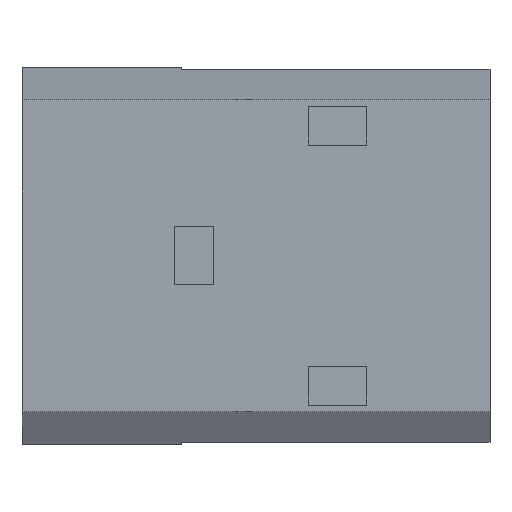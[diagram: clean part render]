
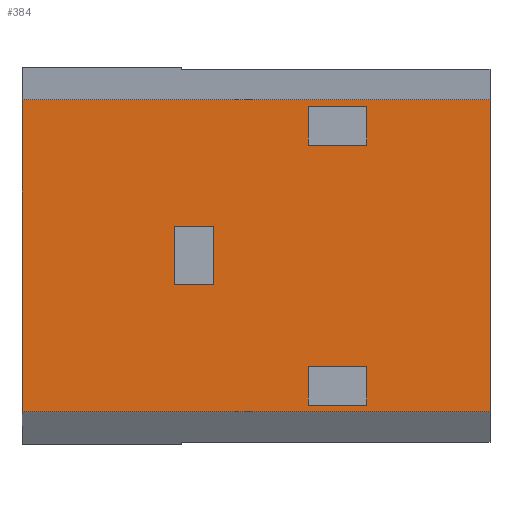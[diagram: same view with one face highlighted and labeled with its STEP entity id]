
A CAD part, top view. The second image highlights one B-rep face of the part: STEP entity #384.
In plain terms, the highlighted planar face has unit normal (0, 0, 1).
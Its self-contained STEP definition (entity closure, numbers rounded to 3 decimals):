
#113=LINE('',#1702,#233);
#116=LINE('',#1708,#236);
#126=LINE('',#1799,#246);
#128=LINE('',#1803,#248);
#129=LINE('',#1805,#249);
#133=LINE('',#1814,#253);
#136=LINE('',#1820,#256);
#141=LINE('',#1858,#261);
#171=LINE('',#1982,#291);
#177=LINE('',#1998,#297);
#180=LINE('',#2012,#300);
#184=LINE('',#2020,#304);
#185=LINE('',#2021,#305);
#186=LINE('',#2024,#306);
#187=LINE('',#2026,#307);
#188=LINE('',#2028,#308);
#233=VECTOR('',#1366,1.);
#236=VECTOR('',#1371,1.);
#246=VECTOR('',#1403,1.);
#248=VECTOR('',#1407,1.);
#249=VECTOR('',#1410,1.);
#253=VECTOR('',#1416,1.);
#256=VECTOR('',#1421,1.);
#261=VECTOR('',#1468,1.);
#291=VECTOR('',#1518,1.);
#297=VECTOR('',#1532,1.);
#300=VECTOR('',#1547,1.);
#304=VECTOR('',#1555,1.);
#305=VECTOR('',#1556,1.);
#306=VECTOR('',#1557,1.);
#307=VECTOR('',#1558,1.);
#308=VECTOR('',#1559,1.);
#384=ADVANCED_FACE('',(#490,#491,#492,#493),#440,.F.);
#440=PLANE('',#1294);
#490=FACE_BOUND('',#552,.T.);
#491=FACE_BOUND('',#553,.T.);
#492=FACE_BOUND('',#554,.T.);
#493=FACE_BOUND('',#555,.T.);
#552=EDGE_LOOP('',(#751,#752,#753,#754));
#553=EDGE_LOOP('',(#755,#756,#757,#758));
#554=EDGE_LOOP('',(#759,#760,#761,#762));
#555=EDGE_LOOP('',(#763,#764,#765,#766));
#751=ORIENTED_EDGE('',*,*,#1115,.T.);
#752=ORIENTED_EDGE('',*,*,#1100,.T.);
#753=ORIENTED_EDGE('',*,*,#1108,.F.);
#754=ORIENTED_EDGE('',*,*,#1119,.F.);
#755=ORIENTED_EDGE('',*,*,#1023,.T.);
#756=ORIENTED_EDGE('',*,*,#1026,.T.);
#757=ORIENTED_EDGE('',*,*,#1042,.T.);
#758=ORIENTED_EDGE('',*,*,#1044,.T.);
#759=ORIENTED_EDGE('',*,*,#1068,.F.);
#760=ORIENTED_EDGE('',*,*,#1052,.F.);
#761=ORIENTED_EDGE('',*,*,#1045,.F.);
#762=ORIENTED_EDGE('',*,*,#1049,.F.);
#763=ORIENTED_EDGE('',*,*,#1120,.F.);
#764=ORIENTED_EDGE('',*,*,#1121,.F.);
#765=ORIENTED_EDGE('',*,*,#1122,.F.);
#766=ORIENTED_EDGE('',*,*,#1123,.F.);
#915=VERTEX_POINT('',#1703);
#916=VERTEX_POINT('',#1704);
#917=VERTEX_POINT('',#1709);
#929=VERTEX_POINT('',#1800);
#930=VERTEX_POINT('',#1806);
#931=VERTEX_POINT('',#1807);
#934=VERTEX_POINT('',#1815);
#936=VERTEX_POINT('',#1821);
#971=VERTEX_POINT('',#1977);
#973=VERTEX_POINT('',#1981);
#979=VERTEX_POINT('',#1997);
#985=VERTEX_POINT('',#2013);
#987=VERTEX_POINT('',#2022);
#988=VERTEX_POINT('',#2023);
#989=VERTEX_POINT('',#2025);
#990=VERTEX_POINT('',#2027);
#1023=EDGE_CURVE('',#915,#916,#113,.T.);
#1026=EDGE_CURVE('',#916,#917,#116,.T.);
#1042=EDGE_CURVE('',#917,#929,#126,.T.);
#1044=EDGE_CURVE('',#929,#915,#128,.T.);
#1045=EDGE_CURVE('',#930,#931,#129,.T.);
#1049=EDGE_CURVE('',#934,#930,#133,.T.);
#1052=EDGE_CURVE('',#931,#936,#136,.T.);
#1068=EDGE_CURVE('',#936,#934,#141,.T.);
#1100=EDGE_CURVE('',#971,#973,#171,.T.);
#1108=EDGE_CURVE('',#979,#973,#177,.T.);
#1115=EDGE_CURVE('',#985,#971,#180,.T.);
#1119=EDGE_CURVE('',#985,#979,#184,.T.);
#1120=EDGE_CURVE('',#987,#988,#185,.T.);
#1121=EDGE_CURVE('',#989,#987,#186,.T.);
#1122=EDGE_CURVE('',#990,#989,#187,.T.);
#1123=EDGE_CURVE('',#988,#990,#188,.T.);
#1294=AXIS2_PLACEMENT_3D('',#2029,#1560,#1561);
#1366=DIRECTION('',(0.,-1.,0.));
#1371=DIRECTION('',(-1.,0.,0.));
#1403=DIRECTION('',(0.,1.,0.));
#1407=DIRECTION('',(1.,0.,0.));
#1410=DIRECTION('',(0.,-1.,0.));
#1416=DIRECTION('',(-1.,0.,0.));
#1421=DIRECTION('',(1.,0.,0.));
#1468=DIRECTION('',(0.,1.,0.));
#1518=DIRECTION('',(0.,1.,0.));
#1532=DIRECTION('',(1.,0.,0.));
#1547=DIRECTION('',(1.,0.,0.));
#1555=DIRECTION('',(0.,1.,0.));
#1556=DIRECTION('',(0.,1.,0.));
#1557=DIRECTION('',(1.,0.,0.));
#1558=DIRECTION('',(0.,-1.,0.));
#1559=DIRECTION('',(-1.,0.,0.));
#1560=DIRECTION('',(0.,0.,-1.));
#1561=DIRECTION('',(0.,-1.,0.));
#1702=CARTESIAN_POINT('',(9.,34.,0.));
#1703=CARTESIAN_POINT('',(9.,46.,0.));
#1704=CARTESIAN_POINT('',(9.,34.,0.));
#1708=CARTESIAN_POINT('',(-9.,34.,0.));
#1709=CARTESIAN_POINT('',(-9.,34.,0.));
#1799=CARTESIAN_POINT('',(-9.,34.,0.));
#1800=CARTESIAN_POINT('',(-9.,46.,0.));
#1803=CARTESIAN_POINT('',(9.,46.,0.));
#1805=CARTESIAN_POINT('',(-50.,9.,0.));
#1806=CARTESIAN_POINT('',(-50.,9.,0.));
#1807=CARTESIAN_POINT('',(-50.,-9.,0.));
#1814=CARTESIAN_POINT('',(-38.,9.,0.));
#1815=CARTESIAN_POINT('',(-38.,9.,0.));
#1820=CARTESIAN_POINT('',(-50.,-9.,0.));
#1821=CARTESIAN_POINT('',(-38.,-9.,0.));
#1858=CARTESIAN_POINT('',(-38.,-9.,0.));
#1977=CARTESIAN_POINT('',(47.,-48.,0.));
#1981=CARTESIAN_POINT('',(47.,48.,0.));
#1982=CARTESIAN_POINT('',(47.,-48.,0.));
#1997=CARTESIAN_POINT('',(-97.,48.,0.));
#1998=CARTESIAN_POINT('',(-97.,48.,0.));
#2012=CARTESIAN_POINT('',(-97.,-48.,0.));
#2013=CARTESIAN_POINT('',(-97.,-48.,0.));
#2020=CARTESIAN_POINT('',(-97.,-48.,0.));
#2021=CARTESIAN_POINT('',(9.,-46.,0.));
#2022=CARTESIAN_POINT('',(9.,-46.,0.));
#2023=CARTESIAN_POINT('',(9.,-34.,0.));
#2024=CARTESIAN_POINT('',(-9.,-46.,0.));
#2025=CARTESIAN_POINT('',(-9.,-46.,0.));
#2026=CARTESIAN_POINT('',(-9.,-46.,0.));
#2027=CARTESIAN_POINT('',(-9.,-34.,0.));
#2028=CARTESIAN_POINT('',(9.,-34.,0.));
#2029=CARTESIAN_POINT('',(-97.,-48.,0.));
